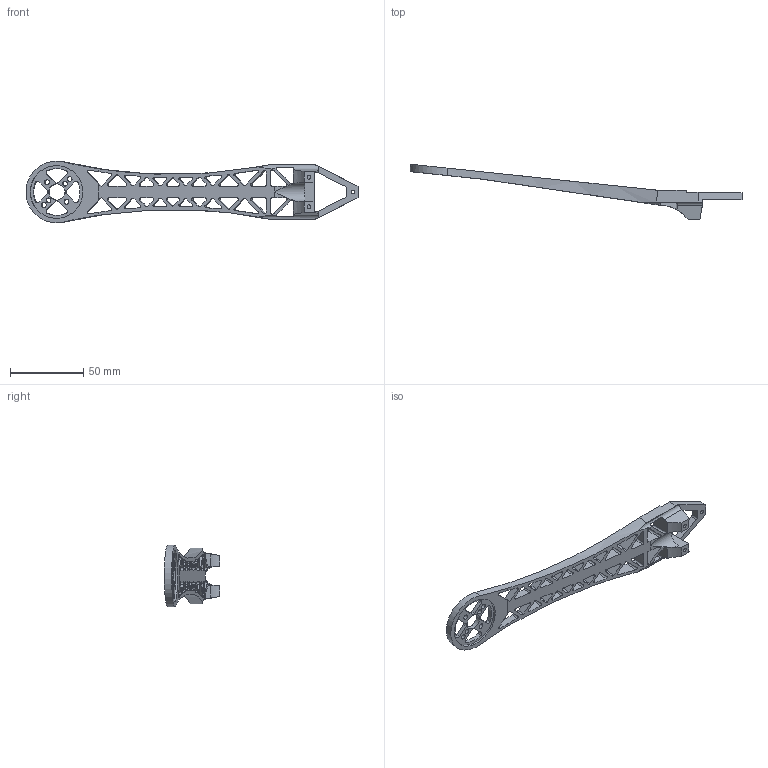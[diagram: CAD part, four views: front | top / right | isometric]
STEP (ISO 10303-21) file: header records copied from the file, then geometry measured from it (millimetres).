
FILE_DESCRIPTION(/* description */ (''),/* implementation_level */ '2;1');
FILE_NAME(/* name */ 'Arm - White.stp',/* time_stamp */ '2020-07-09T19:22:18-04:00',/* author */ ('ljubi'),/* organization */ (''),/* preprocessor_version */ 'ST-DEVELOPER v18.1',/* originating_system */ 'Autodesk Inventor 2021',/* authorisation */ '');
FILE_SCHEMA (('AUTOMOTIVE_DESIGN { 1 0 10303 214 3 1 1 }'));
Length unit declared in the file: millimetre
Products named in the file (1): Arm - White
Bounding box: 226.52 x 37.76 x 41.94 mm (x, y, z)
Volume: 30579.9 mm3; surface area: 21463.9 mm2
Topology: 1 solids, 1 shells, 292 faces, 907 edges, 613 vertices
Faces by surface type: cylinder 161, plane 131
Full cylindrical faces by diameter (mm): 2.5 x5, 3.3 x6, 11 x1, 36 x1
Entity records: 10605 total; most frequent: CARTESIAN_POINT 2007, DIRECTION 1818, ORIENTED_EDGE 1814, EDGE_CURVE 907, AXIS2_PLACEMENT_3D 648, VERTEX_POINT 613, LINE 522, VECTOR 522
